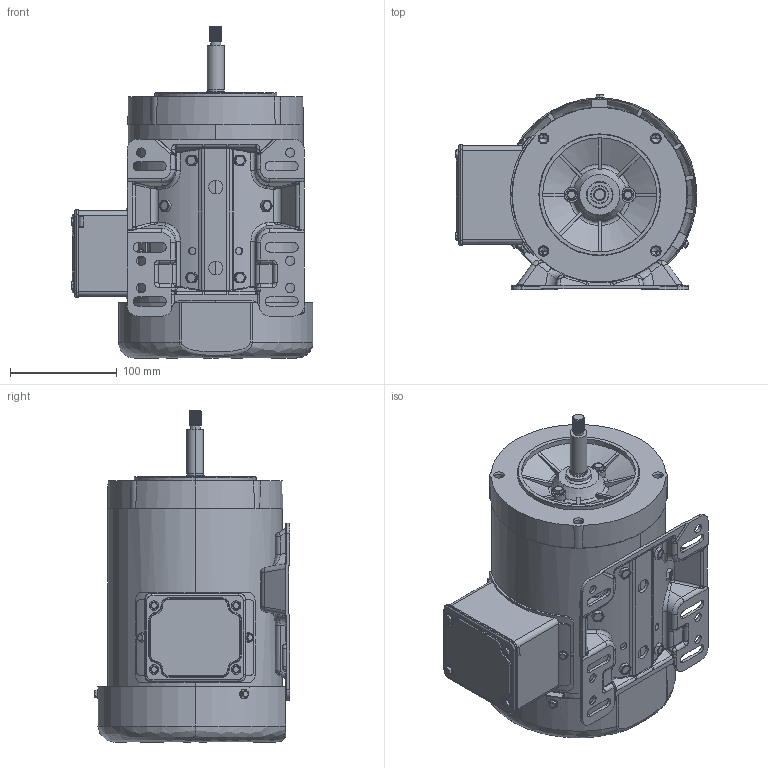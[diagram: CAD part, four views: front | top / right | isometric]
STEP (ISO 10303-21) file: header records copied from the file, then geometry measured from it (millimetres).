
FILE_DESCRIPTION (( 'STEP AP214' ), '1' );
FILE_NAME ('MTRJP-1P5-3BD36J redcmb1 coord fxt.STEP', '2022-04-13T11:35:47', ( '' ), ( '' ), 'SwSTEP 2.0', 'SolidWorks 2021', '' );
FILE_SCHEMA (( 'AUTOMOTIVE_DESIGN' ));
Length unit declared in the file: inch
Products named in the file (1): MTRJP-1P5-3BD36J redcmb1 coord fxt
Bounding box: 227.03 x 183.73 x 311.5 mm (x, y, z)
Volume: 758237 mm3; surface area: 574765.7 mm2
Topology: 24 solids, 24 shells, 2699 faces, 6845 edges, 4123 vertices
Faces by surface type: bspline 908, cylinder 879, plane 648, cone 264
Entity records: 120296 total; most frequent: CARTESIAN_POINT 62065, ORIENTED_EDGE 13402, DIRECTION 10369, EDGE_CURVE 6701, VERTEX_POINT 4123, AXIS2_PLACEMENT_3D 4107, EDGE_LOOP 2956, FACE_OUTER_BOUND 2699
